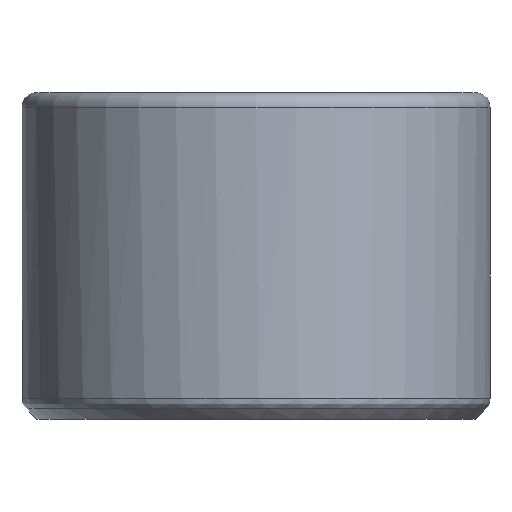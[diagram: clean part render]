
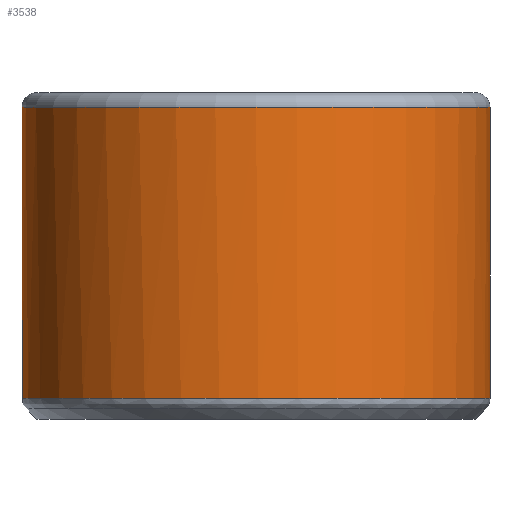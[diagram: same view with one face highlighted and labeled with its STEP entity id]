
A CAD part, front view. The second image highlights one B-rep face of the part: STEP entity #3538.
In plain terms, the highlighted cylindrical face has radius 15.75 mm (diameter 31.5 mm), a full revolution.
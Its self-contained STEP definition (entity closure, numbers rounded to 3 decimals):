
#640 = ( BOUNDED_SURFACE() B_SPLINE_SURFACE(2,14,(
    (#641,#642,#643,#644,#645,#646,#647,#648,#649,#650,#651,#652,#653
      ,#654,#655)
    ,(#656,#657,#658,#659,#660,#661,#662,#663,#664,#665,#666,#667,#668
      ,#669,#670)
    ,(#671,#672,#673,#674,#675,#676,#677,#678,#679,#680,#681,#682,#683
      ,#684,#685
)),.UNSPECIFIED.,.F.,.T.,.F.) B_SPLINE_SURFACE_WITH_KNOTS((3,3),(15,15),
  (0.,98.96),(0.,98.96),
.PIECEWISE_BEZIER_KNOTS.) GEOMETRIC_REPRESENTATION_ITEM() 
RATIONAL_B_SPLINE_SURFACE((
    (1.,1.,1.,1.,1.,1.
      ,1.,1.,1.,1.
      ,1.,1.,1.,1.,1.)
    ,(0.924,0.924,0.924,0.924
      ,0.924,0.924,0.924,0.924
      ,0.924,0.924,0.924,0.924
      ,0.924,0.924,0.924)
    ,(1.,1.,1.,1.,1.,1.
      ,1.,1.,1.,1.
,1.,1.,1.,1.,1.
))) REPRESENTATION_ITEM('') SURFACE() );
#641 = CARTESIAN_POINT('',(15.75,0.,1.414));
#642 = CARTESIAN_POINT('',(15.75,6.966,1.414
    ));
#643 = CARTESIAN_POINT('',(12.432,14.081,
    1.414));
#644 = CARTESIAN_POINT('',(5.563,19.489,1.414
    ));
#645 = CARTESIAN_POINT('',(-3.806,21.268,
    1.414));
#646 = CARTESIAN_POINT('',(-13.512,17.748,1.414)
  );
#647 = CARTESIAN_POINT('',(-20.023,10.78,
    1.414));
#648 = CARTESIAN_POINT('',(-24.142,0.,
    1.414));
#649 = CARTESIAN_POINT('',(-20.023,-10.78,
    1.414));
#650 = CARTESIAN_POINT('',(-13.512,-17.748,
    1.414));
#651 = CARTESIAN_POINT('',(-3.806,-21.268,
    1.414));
#652 = CARTESIAN_POINT('',(5.563,-19.489,1.414
    ));
#653 = CARTESIAN_POINT('',(12.432,-14.081,1.414
    ));
#654 = CARTESIAN_POINT('',(15.75,-6.966,
    1.414));
#655 = CARTESIAN_POINT('',(15.75,0.,1.414));
#656 = CARTESIAN_POINT('',(15.75,0.,1.));
#657 = CARTESIAN_POINT('',(15.75,6.966,1.));
#658 = CARTESIAN_POINT('',(12.432,14.081,1.));
#659 = CARTESIAN_POINT('',(5.563,19.489,1.));
#660 = CARTESIAN_POINT('',(-3.806,21.268,1.));
#661 = CARTESIAN_POINT('',(-13.512,17.748,1.));
#662 = CARTESIAN_POINT('',(-20.023,10.78,
    1.));
#663 = CARTESIAN_POINT('',(-24.142,0.,
    1.));
#664 = CARTESIAN_POINT('',(-20.023,-10.78,
    1.));
#665 = CARTESIAN_POINT('',(-13.512,-17.748,
    1.));
#666 = CARTESIAN_POINT('',(-3.806,-21.268,
    1.));
#667 = CARTESIAN_POINT('',(5.563,-19.489,1.));
#668 = CARTESIAN_POINT('',(12.432,-14.081,1.));
#669 = CARTESIAN_POINT('',(15.75,-6.966,1.));
#670 = CARTESIAN_POINT('',(15.75,0.,1.));
#671 = CARTESIAN_POINT('',(15.457,0.,0.707));
#672 = CARTESIAN_POINT('',(15.457,6.837,0.707
    ));
#673 = CARTESIAN_POINT('',(12.201,13.819,0.707)
  );
#674 = CARTESIAN_POINT('',(5.459,19.127,0.707
    ));
#675 = CARTESIAN_POINT('',(-3.736,20.872,
    0.707));
#676 = CARTESIAN_POINT('',(-13.261,17.418,0.707
    ));
#677 = CARTESIAN_POINT('',(-19.65,10.579,
    0.707));
#678 = CARTESIAN_POINT('',(-23.693,0.,
    0.707));
#679 = CARTESIAN_POINT('',(-19.65,-10.579,0.707
    ));
#680 = CARTESIAN_POINT('',(-13.261,-17.418,
    0.707));
#681 = CARTESIAN_POINT('',(-3.736,-20.872,
    0.707));
#682 = CARTESIAN_POINT('',(5.459,-19.127,0.707)
  );
#683 = CARTESIAN_POINT('',(12.201,-13.819,
    0.707));
#684 = CARTESIAN_POINT('',(15.457,-6.837,
    0.707));
#685 = CARTESIAN_POINT('',(15.457,0.,
    0.707));
#2081 = VERTEX_POINT('',#2082);
#2082 = CARTESIAN_POINT('',(15.75,0.,1.414));
#2103 = EDGE_CURVE('',#2081,#2081,#2104,.T.);
#2104 = SURFACE_CURVE('',#2105,(#2121,#2128),.PCURVE_S1.);
#2105 = ( BOUNDED_CURVE() B_SPLINE_CURVE(14,(#2106,#2107,#2108,#2109,
    #2110,#2111,#2112,#2113,#2114,#2115,#2116,#2117,#2118,#2119,#2120),
.UNSPECIFIED.,.T.,.F.) B_SPLINE_CURVE_WITH_KNOTS((15,15),(
0.,98.96),.PIECEWISE_BEZIER_KNOTS.) CURVE() 
GEOMETRIC_REPRESENTATION_ITEM() RATIONAL_B_SPLINE_CURVE((1.,1.,
    1.,1.,1.,1.,
    1.,1.,1.,1.,
1.,1.,1.,1.,1.)) REPRESENTATION_ITEM('') );
#2106 = CARTESIAN_POINT('',(15.75,0.,1.414));
#2107 = CARTESIAN_POINT('',(15.75,6.966,
    1.414));
#2108 = CARTESIAN_POINT('',(12.432,14.081,
    1.414));
#2109 = CARTESIAN_POINT('',(5.563,19.489,
    1.414));
#2110 = CARTESIAN_POINT('',(-3.806,21.268,
    1.414));
#2111 = CARTESIAN_POINT('',(-13.512,17.748,1.414
    ));
#2112 = CARTESIAN_POINT('',(-20.023,10.78,
    1.414));
#2113 = CARTESIAN_POINT('',(-24.142,0.,
    1.414));
#2114 = CARTESIAN_POINT('',(-20.023,-10.78,
    1.414));
#2115 = CARTESIAN_POINT('',(-13.512,-17.748,
    1.414));
#2116 = CARTESIAN_POINT('',(-3.806,-21.268,
    1.414));
#2117 = CARTESIAN_POINT('',(5.563,-19.489,
    1.414));
#2118 = CARTESIAN_POINT('',(12.432,-14.081,
    1.414));
#2119 = CARTESIAN_POINT('',(15.75,-6.966,
    1.414));
#2120 = CARTESIAN_POINT('',(15.75,0.,1.414));
#2121 = PCURVE('',#640,#2122);
#2122 = DEFINITIONAL_REPRESENTATION('',(#2123),#2127);
#2123 = LINE('',#2124,#2125);
#2124 = CARTESIAN_POINT('',(0.,0.));
#2125 = VECTOR('',#2126,1.);
#2126 = DIRECTION('',(0.,1.));
#2127 = ( GEOMETRIC_REPRESENTATION_CONTEXT(2) 
PARAMETRIC_REPRESENTATION_CONTEXT() REPRESENTATION_CONTEXT('2D SPACE',''
  ) );
#2128 = PCURVE('',#2129,#2134);
#2129 = CYLINDRICAL_SURFACE('',#2130,15.75);
#2130 = AXIS2_PLACEMENT_3D('',#2131,#2132,#2133);
#2131 = CARTESIAN_POINT('',(0.,0.,0.));
#2132 = DIRECTION('',(-0.,-0.,-1.));
#2133 = DIRECTION('',(1.,0.,0.));
#2134 = DEFINITIONAL_REPRESENTATION('',(#2135),#2156);
#2135 = B_SPLINE_CURVE_WITH_KNOTS('',10,(#2136,#2137,#2138,#2139,#2140,
    #2141,#2142,#2143,#2144,#2145,#2146,#2147,#2148,#2149,#2150,#2151,
    #2152,#2153,#2154,#2155),.UNSPECIFIED.,.F.,.F.,(11,9,11),(
    0.,49.48,98.96),.UNSPECIFIED.);
#2136 = CARTESIAN_POINT('',(0.,-1.414));
#2137 = CARTESIAN_POINT('',(-0.31,-1.414));
#2138 = CARTESIAN_POINT('',(-0.624,-1.414));
#2139 = CARTESIAN_POINT('',(-0.94,-1.414));
#2140 = CARTESIAN_POINT('',(-1.256,-1.414));
#2141 = CARTESIAN_POINT('',(-1.57,-1.414));
#2142 = CARTESIAN_POINT('',(-1.885,-1.414));
#2143 = CARTESIAN_POINT('',(-2.199,-1.414));
#2144 = CARTESIAN_POINT('',(-2.513,-1.414));
#2145 = CARTESIAN_POINT('',(-2.827,-1.414));
#2146 = CARTESIAN_POINT('',(-3.456,-1.414));
#2147 = CARTESIAN_POINT('',(-3.77,-1.414));
#2148 = CARTESIAN_POINT('',(-4.084,-1.414));
#2149 = CARTESIAN_POINT('',(-4.398,-1.414));
#2150 = CARTESIAN_POINT('',(-4.713,-1.414));
#2151 = CARTESIAN_POINT('',(-5.027,-1.414));
#2152 = CARTESIAN_POINT('',(-5.343,-1.414));
#2153 = CARTESIAN_POINT('',(-5.659,-1.414));
#2154 = CARTESIAN_POINT('',(-5.974,-1.414));
#2155 = CARTESIAN_POINT('',(-6.283,-1.414));
#2156 = ( GEOMETRIC_REPRESENTATION_CONTEXT(2) 
PARAMETRIC_REPRESENTATION_CONTEXT() REPRESENTATION_CONTEXT('2D SPACE',''
  ) );
#3538 = ADVANCED_FACE('',(#3539),#2129,.T.);
#3539 = FACE_BOUND('',#3540,.F.);
#3540 = EDGE_LOOP('',(#3541,#3564,#3591,#3592));
#3541 = ORIENTED_EDGE('',*,*,#3542,.T.);
#3542 = EDGE_CURVE('',#2081,#3543,#3545,.T.);
#3543 = VERTEX_POINT('',#3544);
#3544 = CARTESIAN_POINT('',(15.75,0.,21.));
#3545 = SEAM_CURVE('',#3546,(#3550,#3557),.PCURVE_S1.);
#3546 = LINE('',#3547,#3548);
#3547 = CARTESIAN_POINT('',(15.75,0.,0.));
#3548 = VECTOR('',#3549,1.);
#3549 = DIRECTION('',(0.,0.,1.));
#3550 = PCURVE('',#2129,#3551);
#3551 = DEFINITIONAL_REPRESENTATION('',(#3552),#3556);
#3552 = LINE('',#3553,#3554);
#3553 = CARTESIAN_POINT('',(-0.,0.));
#3554 = VECTOR('',#3555,1.);
#3555 = DIRECTION('',(-0.,-1.));
#3556 = ( GEOMETRIC_REPRESENTATION_CONTEXT(2) 
PARAMETRIC_REPRESENTATION_CONTEXT() REPRESENTATION_CONTEXT('2D SPACE',''
  ) );
#3557 = PCURVE('',#2129,#3558);
#3558 = DEFINITIONAL_REPRESENTATION('',(#3559),#3563);
#3559 = LINE('',#3560,#3561);
#3560 = CARTESIAN_POINT('',(-6.283,0.));
#3561 = VECTOR('',#3562,1.);
#3562 = DIRECTION('',(-0.,-1.));
#3563 = ( GEOMETRIC_REPRESENTATION_CONTEXT(2) 
PARAMETRIC_REPRESENTATION_CONTEXT() REPRESENTATION_CONTEXT('2D SPACE',''
  ) );
#3564 = ORIENTED_EDGE('',*,*,#3565,.T.);
#3565 = EDGE_CURVE('',#3543,#3543,#3566,.T.);
#3566 = SURFACE_CURVE('',#3567,(#3572,#3579),.PCURVE_S1.);
#3567 = CIRCLE('',#3568,15.75);
#3568 = AXIS2_PLACEMENT_3D('',#3569,#3570,#3571);
#3569 = CARTESIAN_POINT('',(0.,0.,21.));
#3570 = DIRECTION('',(0.,0.,1.));
#3571 = DIRECTION('',(1.,0.,-0.));
#3572 = PCURVE('',#2129,#3573);
#3573 = DEFINITIONAL_REPRESENTATION('',(#3574),#3578);
#3574 = LINE('',#3575,#3576);
#3575 = CARTESIAN_POINT('',(-0.,-21.));
#3576 = VECTOR('',#3577,1.);
#3577 = DIRECTION('',(-1.,0.));
#3578 = ( GEOMETRIC_REPRESENTATION_CONTEXT(2) 
PARAMETRIC_REPRESENTATION_CONTEXT() REPRESENTATION_CONTEXT('2D SPACE',''
  ) );
#3579 = PCURVE('',#3580,#3585);
#3580 = TOROIDAL_SURFACE('',#3581,14.75,1.);
#3581 = AXIS2_PLACEMENT_3D('',#3582,#3583,#3584);
#3582 = CARTESIAN_POINT('',(0.,0.,21.));
#3583 = DIRECTION('',(0.,0.,1.));
#3584 = DIRECTION('',(1.,0.,-0.));
#3585 = DEFINITIONAL_REPRESENTATION('',(#3586),#3590);
#3586 = LINE('',#3587,#3588);
#3587 = CARTESIAN_POINT('',(0.,0.));
#3588 = VECTOR('',#3589,1.);
#3589 = DIRECTION('',(1.,0.));
#3590 = ( GEOMETRIC_REPRESENTATION_CONTEXT(2) 
PARAMETRIC_REPRESENTATION_CONTEXT() REPRESENTATION_CONTEXT('2D SPACE',''
  ) );
#3591 = ORIENTED_EDGE('',*,*,#3542,.F.);
#3592 = ORIENTED_EDGE('',*,*,#2103,.F.);
